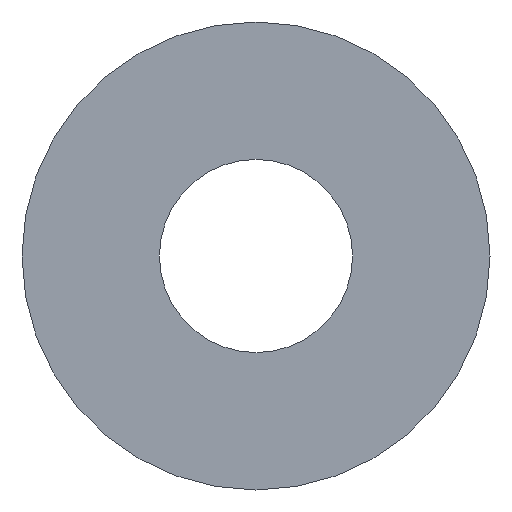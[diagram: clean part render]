
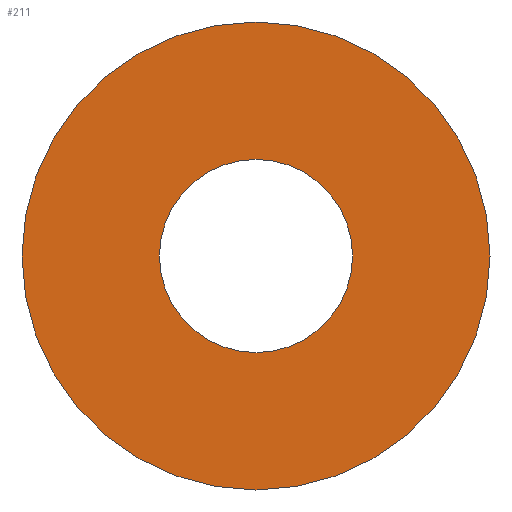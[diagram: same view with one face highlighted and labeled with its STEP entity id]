
A CAD part, left-side view. The second image highlights one B-rep face of the part: STEP entity #211.
In plain terms, the highlighted planar face has unit normal (-1, 0, 0).
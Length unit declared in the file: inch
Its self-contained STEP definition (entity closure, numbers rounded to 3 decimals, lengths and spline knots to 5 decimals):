
#12 = ORIENTED_EDGE ( 'NONE', *, *, #104, .F. ) ;
#15 = DIRECTION ( 'NONE',  ( -1., 0., 0. ) ) ;
#17 = AXIS2_PLACEMENT_3D ( 'NONE', #68, #70, #73 ) ;
#19 = DIRECTION ( 'NONE',  ( 0., 0., 1. ) ) ;
#22 = ORIENTED_EDGE ( 'NONE', *, *, #126, .T. ) ;
#28 = CARTESIAN_POINT ( 'NONE',  ( 0.36215, 0., 0. ) ) ;
#32 = VERTEX_POINT ( 'NONE', #205 ) ;
#68 = CARTESIAN_POINT ( 'NONE',  ( 0.36215, 0., 0. ) ) ;
#70 = DIRECTION ( 'NONE',  ( -1., 0., 0. ) ) ;
#73 = DIRECTION ( 'NONE',  ( 0., 0., 1. ) ) ;
#83 = CIRCLE ( 'NONE', #132, 0.516 ) ;
#85 = AXIS2_PLACEMENT_3D ( 'NONE', #92, #123, #227 ) ;
#92 = CARTESIAN_POINT ( 'NONE',  ( 0.36215, 1.25, 0. ) ) ;
#104 = EDGE_CURVE ( 'NONE', #32, #32, #83, .T. ) ;
#115 = EDGE_LOOP ( 'NONE', ( #12 ) ) ;
#116 = CARTESIAN_POINT ( 'NONE',  ( 0.36215, 0., 1.25 ) ) ;
#123 = DIRECTION ( 'NONE',  ( 1., 0., 0. ) ) ;
#126 = EDGE_CURVE ( 'NONE', #152, #152, #189, .T. ) ;
#132 = AXIS2_PLACEMENT_3D ( 'NONE', #28, #15, #19 ) ;
#136 = EDGE_LOOP ( 'NONE', ( #22 ) ) ;
#152 = VERTEX_POINT ( 'NONE', #116 ) ;
#159 = PLANE ( 'NONE',  #85 ) ;
#164 = FACE_BOUND ( 'NONE', #115, .T. ) ;
#189 = CIRCLE ( 'NONE', #17, 1.25 ) ;
#192 = FACE_OUTER_BOUND ( 'NONE', #136, .T. ) ;
#205 = CARTESIAN_POINT ( 'NONE',  ( 0.36215, 0., 0.516 ) ) ;
#211 = ADVANCED_FACE ( 'NONE', ( #164, #192 ), #159, .F. ) ;
#227 = DIRECTION ( 'NONE',  ( 0., 0., -1. ) ) ;
